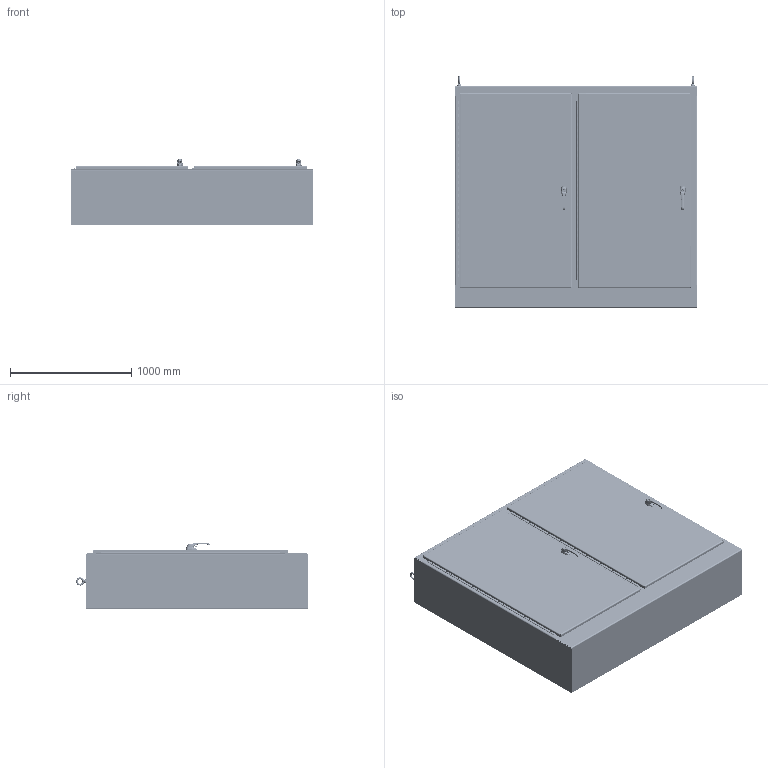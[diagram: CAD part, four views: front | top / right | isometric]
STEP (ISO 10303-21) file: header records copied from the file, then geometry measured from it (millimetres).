
FILE_DESCRIPTION(/* description */ ('WA_XM_SSN4, FREE-STANDING, DISC., 304 S.S., 72x78.5x18'),/* implementation_level */ '2;1');
FILE_NAME(/* name */ 'WA72XM7718SSN4.stp',/* time_stamp */ '2021-03-22T09:42:32-05:00',/* author */ ('kadelman'),/* organization */ (''),/* preprocessor_version */ 'ST-DEVELOPER v18.1',/* originating_system */ 'Autodesk Inventor 2020',/* authorisation */ '');
FILE_SCHEMA (('AUTOMOTIVE_DESIGN { 1 0 10303 214 3 1 1 }'));
Products named in the file (122): WA72XM7718SSN4; WA72XM7718SSN4BLS; WAXM7718SSN4TOP; WAXM7718SSN4BTM; WA72XMSSN4MR; HFW332010; HFW332010S; HFW12085; HFW388191; HFW332014; HFW332009; HFW332003; HFW332004; HFW332007; HFW332008; HFW332013; HFW332008S; WA72XMSSN4RML; WA72XMSSN4MLR; HFW303135; 31431; HFW332015; HFW332012; HFW332001; HFW332001-1; HFWS332001-2; 30234; 34932; HFW332011; HFW303136; HFW316407_COMPRESSED; FUN00123; WAXM18SSN4LEA; 30221; 316298; HFW3026; 349131; 38714; WA72XM77SSN4LDR; HFW32436_ASSM ...
Assembly tree (219 placements, depth 6):
  WA72XM7718SSN4
    WA72XM7718SSN4BLS
    WAXM7718SSN4TOP
    WAXM7718SSN4BTM
    WA72XMSSN4MR
      HFW332010
        HFW332010S
        HFW12085
        HFW388191
      HFW332014
      HFW332009
      HFW332012  x2
      HFW332015  x2
      HFW332003
      HFW332004
      HFW332007
      HFW332008
        HFW332013
        HFW332008S
      WA72XMSSN4RML
      WA72XMSSN4MLR
      HFW303135  x2
      3881
      31431  x6
      HFW332001
        HFW332001-1
        HFWS332001-2
      30234
      HFW3762
      34929
      34932
      34920  x6
      3905
      HFW332011  x2
    HFW303136  x2
    HFW316407_COMPRESSED  x2
    FUN00123
    WAXM18SSN4LEA  x2
    30221  x8
    316298  x2
    HFW3026  x2
    349131  x2
    38714  x2
    WA72XM77SSN4LDR
      WA72XM77SSN4DR
      LARGE_DOOR_ROD_ASSM-37029
        HFW31712
          1091-903_AF0
            1091-903_AF0_1
            1091-903_AF0_2
          PLASTIC-ROLLER-CAM_AF0_ASM
            PLASTIC-ROLLER-CAM_AF1
            7379-M6-8X25_AF0
            LOCK-NUT_AF0
          SUPPORT-ROLL_AF0
          1091-BR11_AF0
        37029  x2
        ANSI B18.6.3 - 3/8-16 UNC - 1.75  x2
        HFW3762  x4
        31215  x2
Bounding box: 1993.9 x 1911.26 x 549.68 mm (x, y, z)
Volume: 54874468.8 mm3; surface area: 32271333.8 mm2
Topology: 236 solids, 236 shells, 10398 faces, 26779 edges, 16933 vertices
Faces by surface type: plane 4452, cylinder 3358, bspline 1155, torus 648, cone 515, sphere 270
Full cylindrical faces by diameter (mm): 1.5 x4, 1.587 x1, 2 x1, 2.2 x1, 2.5 x2, 3 x5, 3.1 x4, 3.15 x2, 3.175 x2, 3.5 x6, 3.9 x2, 3.962 x6, 3.969 x8, 4 x1, 4.2 x4, 4.5 x4, 4.762 x1, 4.773 x4, 4.825 x40, 4.978 x5, 5 x11, 5.105 x79, 5.16 x40, 5.2 x1, 5.4 x6, 6 x10, 6.075 x56, 6.128 x4, 6.172 x4, 6.35 x80
Entity records: 230059 total; most frequent: CARTESIAN_POINT 111789, DIRECTION 23820, ORIENTED_EDGE 23678, EDGE_CURVE 11839, AXIS2_PLACEMENT_3D 8973, VERTEX_POINT 7388, LINE 5874, VECTOR 5874
